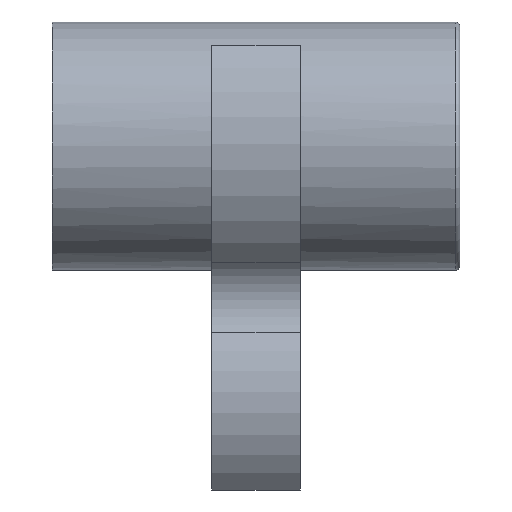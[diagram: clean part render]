
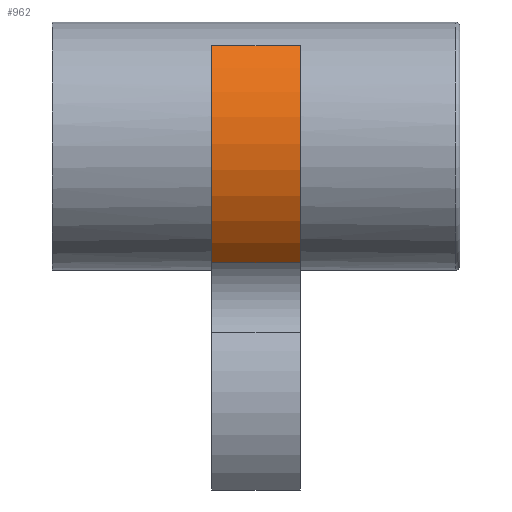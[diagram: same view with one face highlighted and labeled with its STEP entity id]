
A CAD part, left-side view. The second image highlights one B-rep face of the part: STEP entity #962.
In plain terms, the highlighted cylindrical face has radius 9 mm (diameter 18 mm), a partial arc.
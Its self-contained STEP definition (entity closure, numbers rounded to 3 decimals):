
#38=LINE('',#1659,#99);
#50=LINE('',#1905,#111);
#99=VECTOR('',#1160,10.);
#111=VECTOR('',#1200,10.);
#165=CYLINDRICAL_SURFACE('',#1044,9.);
#193=CIRCLE('',#1025,9.);
#203=CIRCLE('',#1045,9.);
#265=FACE_OUTER_BOUND('',#319,.T.);
#319=EDGE_LOOP('',(#737,#738,#739,#740));
#419=VERTEX_POINT('',#1588);
#420=VERTEX_POINT('',#1590);
#427=VERTEX_POINT('',#1657);
#440=VERTEX_POINT('',#1903);
#517=EDGE_CURVE('',#419,#420,#193,.T.);
#529=EDGE_CURVE('',#427,#419,#38,.T.);
#555=EDGE_CURVE('',#440,#427,#203,.T.);
#556=EDGE_CURVE('',#420,#440,#50,.T.);
#737=ORIENTED_EDGE('',*,*,#529,.F.);
#738=ORIENTED_EDGE('',*,*,#555,.F.);
#739=ORIENTED_EDGE('',*,*,#556,.F.);
#740=ORIENTED_EDGE('',*,*,#517,.F.);
#962=ADVANCED_FACE('',(#265),#165,.T.);
#1025=AXIS2_PLACEMENT_3D('',#1591,#1142,#1143);
#1044=AXIS2_PLACEMENT_3D('',#1902,#1196,#1197);
#1045=AXIS2_PLACEMENT_3D('',#1904,#1198,#1199);
#1142=DIRECTION('center_axis',(0.,1.,0.));
#1143=DIRECTION('ref_axis',(-1.,0.,0.));
#1160=DIRECTION('',(0.,1.,0.));
#1196=DIRECTION('center_axis',(0.,-1.,0.));
#1197=DIRECTION('ref_axis',(-1.,0.,0.));
#1198=DIRECTION('center_axis',(0.,-1.,0.));
#1199=DIRECTION('ref_axis',(-1.,0.,0.));
#1200=DIRECTION('',(0.,-1.,0.));
#1588=CARTESIAN_POINT('',(-6.145,-9.,-6.575));
#1590=CARTESIAN_POINT('',(-6.997,-9.,5.661));
#1591=CARTESIAN_POINT('Origin',(0.,-9.,0.));
#1657=CARTESIAN_POINT('',(-6.145,-14.,-6.575));
#1659=CARTESIAN_POINT('',(-6.145,-9.,-6.575));
#1902=CARTESIAN_POINT('Origin',(0.,-9.,0.));
#1903=CARTESIAN_POINT('',(-6.997,-14.,5.661));
#1904=CARTESIAN_POINT('Origin',(0.,-14.,0.));
#1905=CARTESIAN_POINT('',(-6.997,-9.,5.661));
